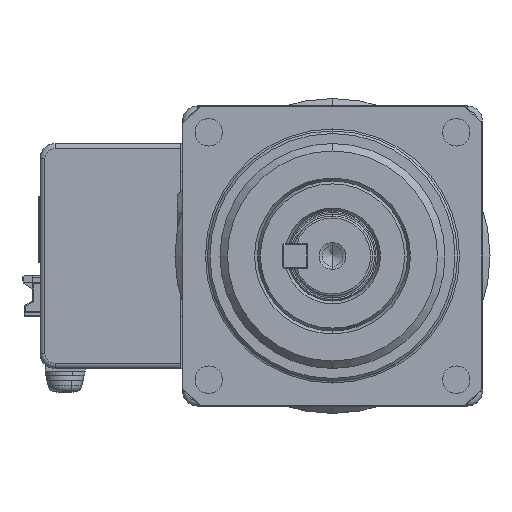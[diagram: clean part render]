
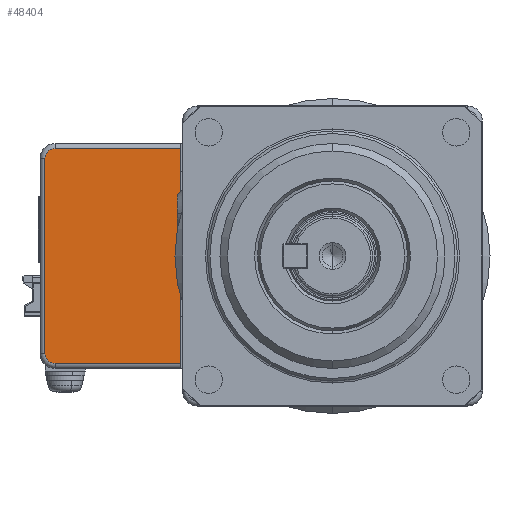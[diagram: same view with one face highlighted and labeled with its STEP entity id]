
A CAD part, left-side view. The second image highlights one B-rep face of the part: STEP entity #48404.
In plain terms, the highlighted planar face has unit normal (-1, 0, 0).
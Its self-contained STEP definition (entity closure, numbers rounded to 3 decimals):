
#2010 = EDGE_CURVE ( 'NONE', #133630, #93777, #32185, .T. ) ;
#3630 = VECTOR ( 'NONE', #102844, 1000. ) ;
#4165 = ORIENTED_EDGE ( 'NONE', *, *, #2010, .T. ) ;
#4191 = CARTESIAN_POINT ( 'NONE',  ( -47., 85.5, -51.5 ) ) ;
#5204 = CARTESIAN_POINT ( 'NONE',  ( -47., 85.5, -8.5 ) ) ;
#6418 = FACE_OUTER_BOUND ( 'NONE', #121872, .T. ) ;
#7003 = VECTOR ( 'NONE', #60579, 1000. ) ;
#11997 = AXIS2_PLACEMENT_3D ( 'NONE', #98705, #24722, #120740 ) ;
#13913 = DIRECTION ( 'NONE',  ( 0., 0., -1. ) ) ;
#17615 = ORIENTED_EDGE ( 'NONE', *, *, #49516, .T. ) ;
#24722 = DIRECTION ( 'NONE',  ( 1., 0., 0. ) ) ;
#25651 = DIRECTION ( 'NONE',  ( -1., 0., 0. ) ) ;
#29577 = DIRECTION ( 'NONE',  ( -1., 0., 0. ) ) ;
#29728 = VECTOR ( 'NONE', #65678, 1000. ) ;
#31657 = VERTEX_POINT ( 'NONE', #87682 ) ;
#32185 = LINE ( 'NONE', #71355, #3630 ) ;
#33675 = VERTEX_POINT ( 'NONE', #5204 ) ;
#35592 = LINE ( 'NONE', #113233, #7003 ) ;
#40902 = DIRECTION ( 'NONE',  ( 0., 0., -1. ) ) ;
#45461 = PLANE ( 'NONE',  #11997 ) ;
#48208 = CARTESIAN_POINT ( 'NONE',  ( -47., 60.5, -51.5 ) ) ;
#48404 = ADVANCED_FACE ( 'NONE', ( #6418 ), #45461, .F. ) ;
#49516 = EDGE_CURVE ( 'NONE', #31657, #33675, #87097, .T. ) ;
#51333 = CARTESIAN_POINT ( 'NONE',  ( -47., 85.5, -10.5 ) ) ;
#51829 = EDGE_CURVE ( 'NONE', #113722, #133630, #59419, .T. ) ;
#56151 = ORIENTED_EDGE ( 'NONE', *, *, #90034, .T. ) ;
#57898 = ORIENTED_EDGE ( 'NONE', *, *, #51829, .T. ) ;
#59419 = CIRCLE ( 'NONE', #86557, 2. ) ;
#60579 = DIRECTION ( 'NONE',  ( 0., 0., -1. ) ) ;
#63345 = CIRCLE ( 'NONE', #128066, 2. ) ;
#65678 = DIRECTION ( 'NONE',  ( 0., 1., 0. ) ) ;
#71355 = CARTESIAN_POINT ( 'NONE',  ( -47., 0., -51.5 ) ) ;
#75160 = EDGE_CURVE ( 'NONE', #33675, #126386, #63345, .T. ) ;
#76023 = ORIENTED_EDGE ( 'NONE', *, *, #75160, .T. ) ;
#83623 = EDGE_CURVE ( 'NONE', #31657, #93777, #111856, .T. ) ;
#86557 = AXIS2_PLACEMENT_3D ( 'NONE', #132046, #25651, #13913 ) ;
#87097 = LINE ( 'NONE', #95809, #29728 ) ;
#87682 = CARTESIAN_POINT ( 'NONE',  ( -47., 60.5, -8.5 ) ) ;
#90034 = EDGE_CURVE ( 'NONE', #126386, #113722, #35592, .T. ) ;
#93777 = VERTEX_POINT ( 'NONE', #48208 ) ;
#94820 = DIRECTION ( 'NONE',  ( 0., 0., -1. ) ) ;
#95809 = CARTESIAN_POINT ( 'NONE',  ( -47., 85.5, -8.5 ) ) ;
#98705 = CARTESIAN_POINT ( 'NONE',  ( -47., 0., 0. ) ) ;
#102844 = DIRECTION ( 'NONE',  ( 0., -1., 0. ) ) ;
#106903 = VECTOR ( 'NONE', #94820, 1000. ) ;
#111856 = LINE ( 'NONE', #137631, #106903 ) ;
#113233 = CARTESIAN_POINT ( 'NONE',  ( -47., 87.5, 0. ) ) ;
#113722 = VERTEX_POINT ( 'NONE', #126776 ) ;
#120740 = DIRECTION ( 'NONE',  ( 0., 0., -1. ) ) ;
#121872 = EDGE_LOOP ( 'NONE', ( #134833, #17615, #76023, #56151, #57898, #4165 ) ) ;
#126000 = CARTESIAN_POINT ( 'NONE',  ( -47., 87.5, -10.5 ) ) ;
#126386 = VERTEX_POINT ( 'NONE', #126000 ) ;
#126776 = CARTESIAN_POINT ( 'NONE',  ( -47., 87.5, -49.5 ) ) ;
#128066 = AXIS2_PLACEMENT_3D ( 'NONE', #51333, #29577, #40902 ) ;
#132046 = CARTESIAN_POINT ( 'NONE',  ( -47., 85.5, -49.5 ) ) ;
#133630 = VERTEX_POINT ( 'NONE', #4191 ) ;
#134833 = ORIENTED_EDGE ( 'NONE', *, *, #83623, .F. ) ;
#137631 = CARTESIAN_POINT ( 'NONE',  ( -47., 60.5, 0. ) ) ;
